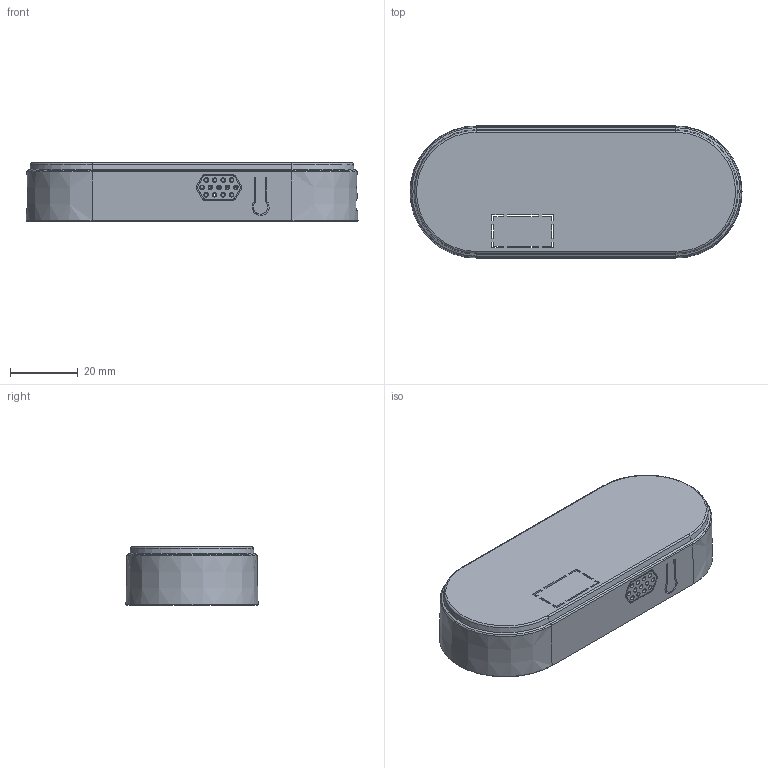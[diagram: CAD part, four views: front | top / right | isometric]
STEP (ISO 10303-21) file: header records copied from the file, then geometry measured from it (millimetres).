
FILE_DESCRIPTION((''),'2;1');
FILE_NAME('T-EMBED_NORMAL-SHELL-1204','2024-12-04T15:25:24',('HR'),(''),'CREO PARAMETRIC BY PTC INC, 2019010','CREO PARAMETRIC BY PTC INC, 2019010','');
FILE_SCHEMA(('AUTOMOTIVE_DESIGN { 1 0 10303 214 1 1 1 1 }'));
Length unit declared in the file: millimetre
Products named in the file (1): T-EMBED_NORMAL-SHELL-1204
Bounding box: 97.99 x 38.99 x 17.3 mm (x, y, z)
Volume: 11789.8 mm3; surface area: 14708.7 mm2
Topology: 1 solids, 1 shells, 259 faces, 807 edges, 554 vertices
Faces by surface type: plane 168, cone 65, cylinder 14, torus 4, bspline 4, extrusion 4
Entity records: 10422 total; most frequent: CARTESIAN_POINT 2945, ORIENTED_EDGE 1614, DIRECTION 1259, EDGE_CURVE 807, VERTEX_POINT 554, VECTOR 511, LINE 507, AXIS2_PLACEMENT_3D 374
